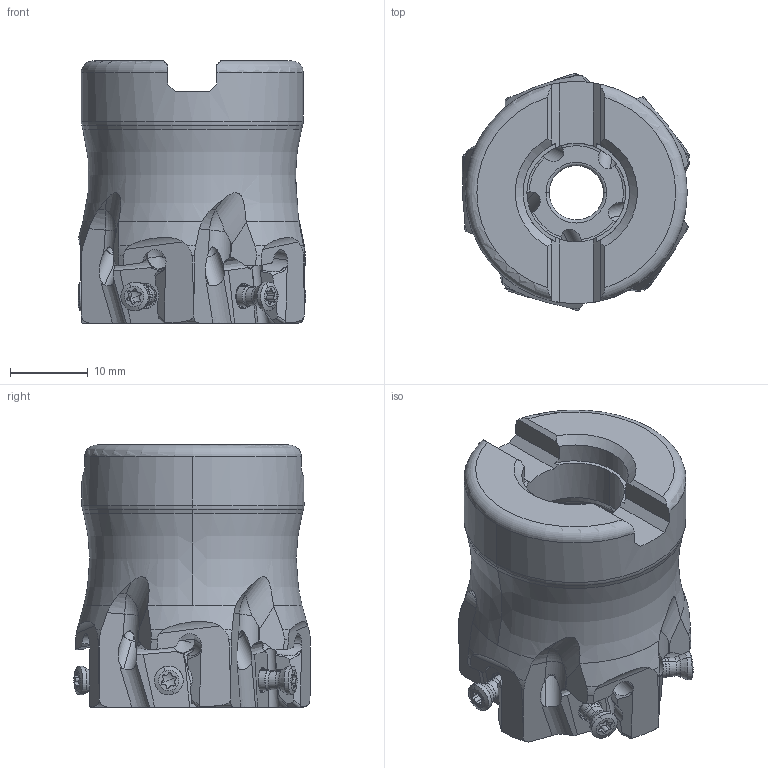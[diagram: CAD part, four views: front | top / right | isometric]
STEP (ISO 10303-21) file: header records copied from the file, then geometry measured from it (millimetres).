
FILE_DESCRIPTION(/* description */ (''),/* implementation_level */ '2;1');
FILE_NAME(/* name */ 'VPX200UR1_2505SA.stp',/* time_stamp */ '2021-09-08T11:38:38+09:00',/* author */ (''),/* organization */ (''),/* preprocessor_version */ 'ST-DEVELOPER v16',/* originating_system */ 'SIEMENS PLM Software NX 10.0',/* authorisation */ '');
FILE_SCHEMA (('AUTOMOTIVE_DESIGN { 1 0 10303 214 3 1 1 1 }'));
Length unit declared in the file: millimetre
Products named in the file (1): VPX200UR1_2505SA_ASM_ASM
Bounding box: 29.32 x 30.39 x 33.73 mm (x, y, z)
Volume: 15188.7 mm3; surface area: 6692.2 mm2
Topology: 6 solids, 6 shells, 562 faces, 1580 edges, 1029 vertices
Faces by surface type: cylinder 242, plane 152, cone 67, torus 61, extrusion 20, bspline 10, sphere 10
Entity records: 24508 total; most frequent: CARTESIAN_POINT 10229, ORIENTED_EDGE 3120, DIRECTION 2799, EDGE_CURVE 1560, AXIS2_PLACEMENT_3D 1125, VERTEX_POINT 1021, EDGE_LOOP 595, ADVANCED_FACE 562
